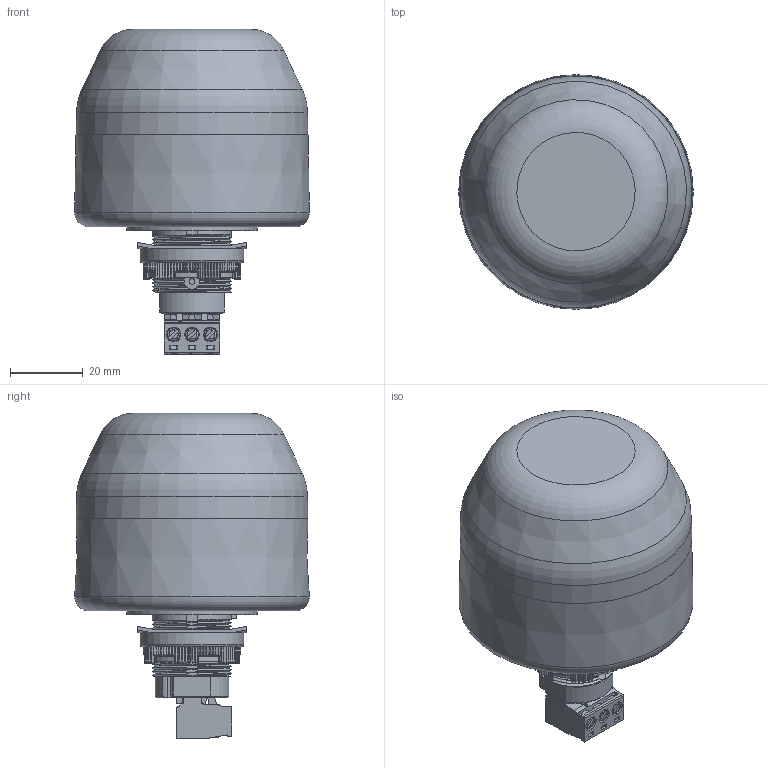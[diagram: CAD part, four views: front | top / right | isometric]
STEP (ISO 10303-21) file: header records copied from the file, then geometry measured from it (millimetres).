
FILE_DESCRIPTION(/* description */ (''),/* implementation_level */ '2;1');
FILE_NAME(/* name */ 'IBL ISL IDL ITL.stp',/* time_stamp */ '2012-07-03T10:11:50+02:00',/* author */ (''),/* organization */ (''),/* preprocessor_version */ 'ST-DEVELOPER v11',/* originating_system */ 'SIEMENS PLM Software NX 7.5',/* authorisation */ '');
FILE_SCHEMA (('AUTOMOTIVE_DESIGN { 1 0 10303 214 1 1 1 1 }'));
Length unit declared in the file: millimetre
Products named in the file (1): m.neB5ACkkln
Bounding box: 64.75 x 64.75 x 89.7 mm (x, y, z)
Volume: 162297.5 mm3; surface area: 37562.7 mm2
Topology: 7 solids, 7 shells, 1757 faces, 5038 edges, 3288 vertices
Faces by surface type: plane 1151, cylinder 424, cone 62, torus 55, bspline 33, sphere 20, extrusion 12
Full cylindrical faces by diameter (mm): 1.6 x1, 3.4 x1, 4.4 x1, 21.209 x1, 25.4 x1, 28.575 x1, 36 x1, 61 x1
Entity records: 87385 total; most frequent: CARTESIAN_POINT 42392, ORIENTED_EDGE 9976, DIRECTION 8532, EDGE_CURVE 4988, VERTEX_POINT 3280, VECTOR 3190, LINE 3178, AXIS2_PLACEMENT_3D 2671
